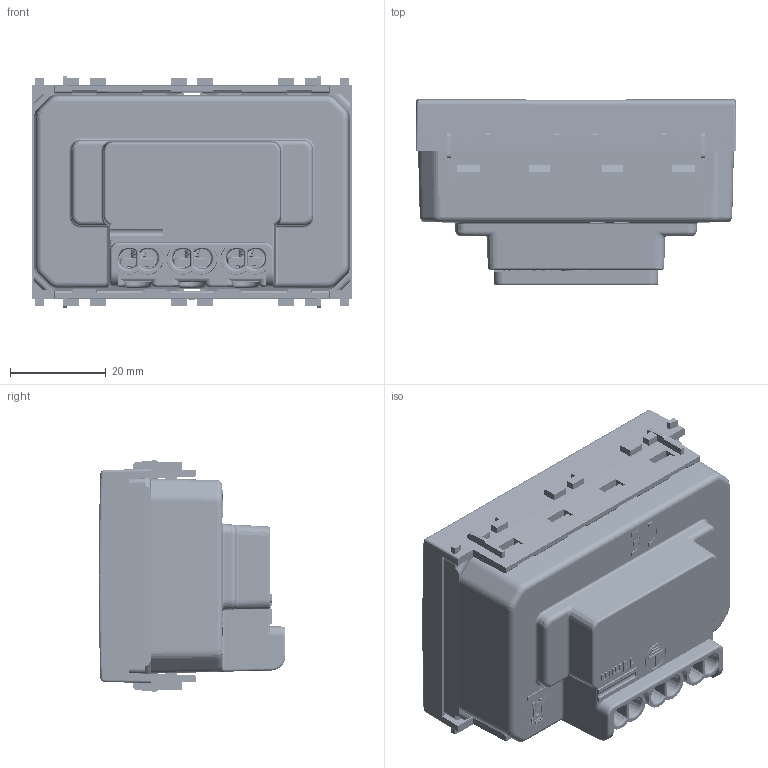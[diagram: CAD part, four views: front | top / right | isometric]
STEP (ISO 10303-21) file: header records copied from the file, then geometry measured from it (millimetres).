
FILE_DESCRIPTION (( 'STEP AP214' ), '1' );
FILE_NAME ('4BOX-P503-PLANA.STEP', '2024-08-28T02:16:35', ( '' ), ( '' ), 'SwSTEP 2.0', 'SolidWorks 2016', '' );
FILE_SCHEMA (( 'AUTOMOTIVE_DESIGN' ));
Length unit declared in the file: millimetre
Products named in the file (22): M3.5X6-4; BHDT084-4; LK42207042--4; LF40311-UP009-5-13-4; BHDT009-4; 2.5豜肣穩隊--4; LK40207050-4; LF40311-P001-5-13; BHDT008-4; 諾陑穩隊_2-3; LF40311-P042-4; LF40311-UP046-4; LF40311-P002-5-14-2; BHP30084-4; LF40311-UP008-5-13-4; LF40311-UP016-5-13-4; BHDP021-4; BHDP-4; 31285044--4; D801005049--4; LK42207043--4; 4BOX-P503-PLANA
Assembly tree (31 placements, depth 3):
  4BOX-P503-PLANA
    BHDP-4
      BHDT009-4
      BHDT008-4
      BHDT084-4  x2
      BHDP021-4
    LF40311-P001-5-13
    31285044--4
    2.5豜肣穩隊--4
    D801005049--4
    M3.5X6-4  x3
    LK40207050-4  x3
    LF40311-P042-4  x2
    LF40311-UP009-5-13-4  x2
    BHP30084-4  x2
    LF40311-UP008-5-13-4  x2
    LK42207042--4
    LK42207043--4
    LF40311-UP016-5-13-4
    LF40311-P002-5-14-2
    LF40311-UP046-4
    諾陑穩隊_2-3  x2
Bounding box: 67.2 x 39.1 x 48.45 mm (x, y, z)
Volume: 34444.4 mm3; surface area: 61695.1 mm2
Topology: 28 solids, 34 shells, 5503 faces, 15290 edges, 9922 vertices
Faces by surface type: plane 2958, cylinder 1305, bspline 911, cone 228, torus 88, sphere 13
Entity records: 183707 total; most frequent: CARTESIAN_POINT 73961, ORIENTED_EDGE 25078, DIRECTION 19122, EDGE_CURVE 12541, VERTEX_POINT 8172, LINE 7940, VECTOR 7940, AXIS2_PLACEMENT_3D 5591
